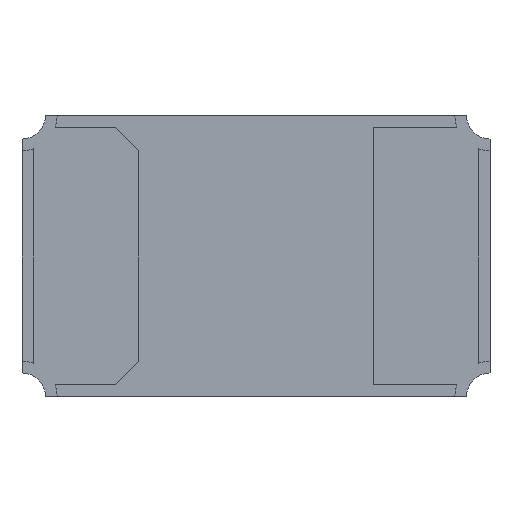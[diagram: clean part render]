
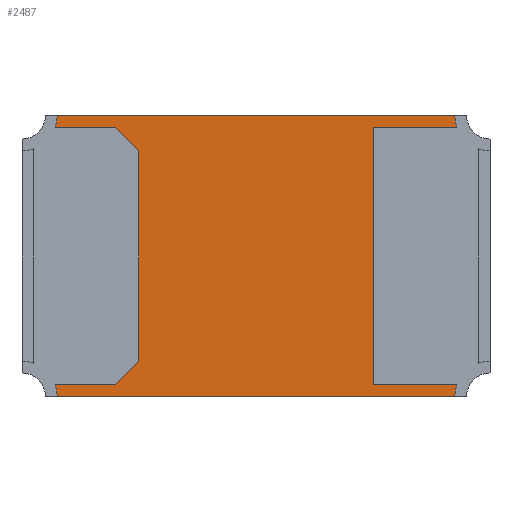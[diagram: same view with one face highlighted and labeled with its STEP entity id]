
A CAD part, front view. The second image highlights one B-rep face of the part: STEP entity #2487.
In plain terms, the highlighted planar face has unit normal (0, -1, 0).
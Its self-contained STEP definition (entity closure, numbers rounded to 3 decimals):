
#3 = DIRECTION ( 'NONE',  ( 0., 0., -1. ) ) ;
#36 = VECTOR ( 'NONE', #1068, 1000. ) ;
#78 = AXIS2_PLACEMENT_3D ( 'NONE', #864, #925, #1373 ) ;
#148 = LINE ( 'NONE', #1954, #36 ) ;
#170 = AXIS2_PLACEMENT_3D ( 'NONE', #459, #1374, #3 ) ;
#182 = LINE ( 'NONE', #1103, #1986 ) ;
#183 = ORIENTED_EDGE ( 'NONE', *, *, #1038, .F. ) ;
#227 = CARTESIAN_POINT ( 'NONE',  ( -0.859, 0., 0.55 ) ) ;
#240 = ORIENTED_EDGE ( 'NONE', *, *, #372, .F. ) ;
#280 = CIRCLE ( 'NONE', #854, 0.15 ) ;
#281 = EDGE_CURVE ( 'NONE', #2429, #766, #182, .T. ) ;
#285 = CARTESIAN_POINT ( 'NONE',  ( -0.6, 0., 0.55 ) ) ;
#293 = ORIENTED_EDGE ( 'NONE', *, *, #806, .F. ) ;
#307 = ORIENTED_EDGE ( 'NONE', *, *, #281, .F. ) ;
#371 = VECTOR ( 'NONE', #749, 1000. ) ;
#372 = EDGE_CURVE ( 'NONE', #2565, #1968, #2075, .T. ) ;
#384 = VERTEX_POINT ( 'NONE', #227 ) ;
#401 = CARTESIAN_POINT ( 'NONE',  ( -0.5, 0., -0.45 ) ) ;
#405 = VERTEX_POINT ( 'NONE', #1829 ) ;
#430 = DIRECTION ( 'NONE',  ( 0., 0., 1. ) ) ;
#441 = LINE ( 'NONE', #1355, #609 ) ;
#459 = CARTESIAN_POINT ( 'NONE',  ( -1., 0., -0.6 ) ) ;
#477 = FACE_OUTER_BOUND ( 'NONE', #1315, .T. ) ;
#496 = LINE ( 'NONE', #1647, #2809 ) ;
#529 = ORIENTED_EDGE ( 'NONE', *, *, #1697, .F. ) ;
#609 = VECTOR ( 'NONE', #630, 1000. ) ;
#616 = ORIENTED_EDGE ( 'NONE', *, *, #671, .F. ) ;
#630 = DIRECTION ( 'NONE',  ( -0.707, 0., 0.707 ) ) ;
#643 = CARTESIAN_POINT ( 'NONE',  ( 1., 0., -0.6 ) ) ;
#655 = DIRECTION ( 'NONE',  ( 0., -1., 0. ) ) ;
#671 = EDGE_CURVE ( 'NONE', #766, #1104, #1143, .T. ) ;
#693 = CARTESIAN_POINT ( 'NONE',  ( -0.6, 0., -0.55 ) ) ;
#713 = DIRECTION ( 'NONE',  ( 0.707, 0., 0.707 ) ) ;
#715 = ORIENTED_EDGE ( 'NONE', *, *, #1115, .F. ) ;
#749 = DIRECTION ( 'NONE',  ( 0., 0., 1. ) ) ;
#758 = CARTESIAN_POINT ( 'NONE',  ( 0.5, 0., 0.55 ) ) ;
#766 = VERTEX_POINT ( 'NONE', #2362 ) ;
#806 = EDGE_CURVE ( 'NONE', #2762, #1218, #2597, .T. ) ;
#828 = CARTESIAN_POINT ( 'NONE',  ( -1., 0., 0.6 ) ) ;
#843 = DIRECTION ( 'NONE',  ( 0., -1., 0. ) ) ;
#854 = AXIS2_PLACEMENT_3D ( 'NONE', #828, #843, #1368 ) ;
#864 = CARTESIAN_POINT ( 'NONE',  ( 0., 0., 0. ) ) ;
#894 = PLANE ( 'NONE',  #78 ) ;
#925 = DIRECTION ( 'NONE',  ( 0., 1., 0. ) ) ;
#927 = EDGE_CURVE ( 'NONE', #1228, #384, #148, .T. ) ;
#965 = EDGE_CURVE ( 'NONE', #384, #2429, #280, .T. ) ;
#1001 = ORIENTED_EDGE ( 'NONE', *, *, #1886, .F. ) ;
#1033 = AXIS2_PLACEMENT_3D ( 'NONE', #643, #1565, #430 ) ;
#1038 = EDGE_CURVE ( 'NONE', #1218, #1228, #441, .T. ) ;
#1049 = ORIENTED_EDGE ( 'NONE', *, *, #965, .F. ) ;
#1068 = DIRECTION ( 'NONE',  ( -1., 0., 0. ) ) ;
#1076 = CARTESIAN_POINT ( 'NONE',  ( 0.85, 0., -0.6 ) ) ;
#1103 = CARTESIAN_POINT ( 'NONE',  ( 0., 0., 0.6 ) ) ;
#1104 = VERTEX_POINT ( 'NONE', #1794 ) ;
#1115 = EDGE_CURVE ( 'NONE', #1968, #2654, #2715, .T. ) ;
#1120 = ORIENTED_EDGE ( 'NONE', *, *, #1148, .T. ) ;
#1143 = CIRCLE ( 'NONE', #2721, 0.15 ) ;
#1148 = EDGE_CURVE ( 'NONE', #405, #2654, #496, .T. ) ;
#1218 = VERTEX_POINT ( 'NONE', #2805 ) ;
#1226 = CARTESIAN_POINT ( 'NONE',  ( 0.5, 0., -0.55 ) ) ;
#1228 = VERTEX_POINT ( 'NONE', #285 ) ;
#1300 = VERTEX_POINT ( 'NONE', #758 ) ;
#1315 = EDGE_LOOP ( 'NONE', ( #1120, #715, #240, #2687, #1912, #616, #307, #1049, #1742, #183, #293, #2758, #529, #1001 ) ) ;
#1347 = CARTESIAN_POINT ( 'NONE',  ( -0.85, 0., 0.6 ) ) ;
#1355 = CARTESIAN_POINT ( 'NONE',  ( -0.5, 0., 0.45 ) ) ;
#1368 = DIRECTION ( 'NONE',  ( 0., 0., 1. ) ) ;
#1373 = DIRECTION ( 'NONE',  ( 0., 0., 1. ) ) ;
#1374 = DIRECTION ( 'NONE',  ( 0., -1., 0. ) ) ;
#1457 = VECTOR ( 'NONE', #2630, 1000. ) ;
#1474 = LINE ( 'NONE', #2391, #1811 ) ;
#1563 = DIRECTION ( 'NONE',  ( 1., 0., 0. ) ) ;
#1565 = DIRECTION ( 'NONE',  ( 0., -1., 0. ) ) ;
#1574 = DIRECTION ( 'NONE',  ( 0., 0., -1. ) ) ;
#1622 = EDGE_CURVE ( 'NONE', #1300, #2565, #1474, .T. ) ;
#1647 = CARTESIAN_POINT ( 'NONE',  ( 0., 0., -0.6 ) ) ;
#1697 = EDGE_CURVE ( 'NONE', #1964, #2499, #2438, .T. ) ;
#1703 = VECTOR ( 'NONE', #2298, 1000. ) ;
#1742 = ORIENTED_EDGE ( 'NONE', *, *, #927, .F. ) ;
#1794 = CARTESIAN_POINT ( 'NONE',  ( 0.859, 0., 0.55 ) ) ;
#1811 = VECTOR ( 'NONE', #2659, 1000. ) ;
#1829 = CARTESIAN_POINT ( 'NONE',  ( -0.85, 0., -0.6 ) ) ;
#1838 = EDGE_CURVE ( 'NONE', #1104, #1300, #2283, .T. ) ;
#1873 = CARTESIAN_POINT ( 'NONE',  ( 0.859, 0., -0.55 ) ) ;
#1885 = LINE ( 'NONE', #2799, #2332 ) ;
#1886 = EDGE_CURVE ( 'NONE', #405, #1964, #2560, .T. ) ;
#1912 = ORIENTED_EDGE ( 'NONE', *, *, #1838, .F. ) ;
#1954 = CARTESIAN_POINT ( 'NONE',  ( -0.6, 0., 0.55 ) ) ;
#1964 = VERTEX_POINT ( 'NONE', #2140 ) ;
#1967 = EDGE_CURVE ( 'NONE', #2499, #2762, #1885, .T. ) ;
#1968 = VERTEX_POINT ( 'NONE', #1873 ) ;
#1986 = VECTOR ( 'NONE', #2017, 1000. ) ;
#2017 = DIRECTION ( 'NONE',  ( 1., 0., 0. ) ) ;
#2037 = CARTESIAN_POINT ( 'NONE',  ( 0.5, 0., 0.55 ) ) ;
#2075 = LINE ( 'NONE', #2700, #2130 ) ;
#2090 = DIRECTION ( 'NONE',  ( 1., 0., 0. ) ) ;
#2130 = VECTOR ( 'NONE', #1563, 1000. ) ;
#2140 = CARTESIAN_POINT ( 'NONE',  ( -0.859, 0., -0.55 ) ) ;
#2283 = LINE ( 'NONE', #2037, #1703 ) ;
#2298 = DIRECTION ( 'NONE',  ( -1., 0., 0. ) ) ;
#2332 = VECTOR ( 'NONE', #713, 1000. ) ;
#2362 = CARTESIAN_POINT ( 'NONE',  ( 0.85, 0., 0.6 ) ) ;
#2391 = CARTESIAN_POINT ( 'NONE',  ( 0.5, 0., -0.55 ) ) ;
#2429 = VERTEX_POINT ( 'NONE', #1347 ) ;
#2438 = LINE ( 'NONE', #2862, #1457 ) ;
#2440 = CARTESIAN_POINT ( 'NONE',  ( 1., 0., 0.6 ) ) ;
#2487 = ADVANCED_FACE ( 'NONE', ( #477 ), #894, .F. ) ;
#2499 = VERTEX_POINT ( 'NONE', #693 ) ;
#2560 = CIRCLE ( 'NONE', #170, 0.15 ) ;
#2565 = VERTEX_POINT ( 'NONE', #1226 ) ;
#2597 = LINE ( 'NONE', #2813, #371 ) ;
#2630 = DIRECTION ( 'NONE',  ( 1., 0., 0. ) ) ;
#2654 = VERTEX_POINT ( 'NONE', #1076 ) ;
#2659 = DIRECTION ( 'NONE',  ( 0., 0., -1. ) ) ;
#2687 = ORIENTED_EDGE ( 'NONE', *, *, #1622, .F. ) ;
#2700 = CARTESIAN_POINT ( 'NONE',  ( 0.5, 0., -0.55 ) ) ;
#2715 = CIRCLE ( 'NONE', #1033, 0.15 ) ;
#2721 = AXIS2_PLACEMENT_3D ( 'NONE', #2440, #655, #1574 ) ;
#2758 = ORIENTED_EDGE ( 'NONE', *, *, #1967, .F. ) ;
#2762 = VERTEX_POINT ( 'NONE', #401 ) ;
#2799 = CARTESIAN_POINT ( 'NONE',  ( -0.6, 0., -0.55 ) ) ;
#2805 = CARTESIAN_POINT ( 'NONE',  ( -0.5, 0., 0.45 ) ) ;
#2809 = VECTOR ( 'NONE', #2090, 1000. ) ;
#2813 = CARTESIAN_POINT ( 'NONE',  ( -0.5, 0., -0.45 ) ) ;
#2862 = CARTESIAN_POINT ( 'NONE',  ( -0.6, 0., -0.55 ) ) ;
